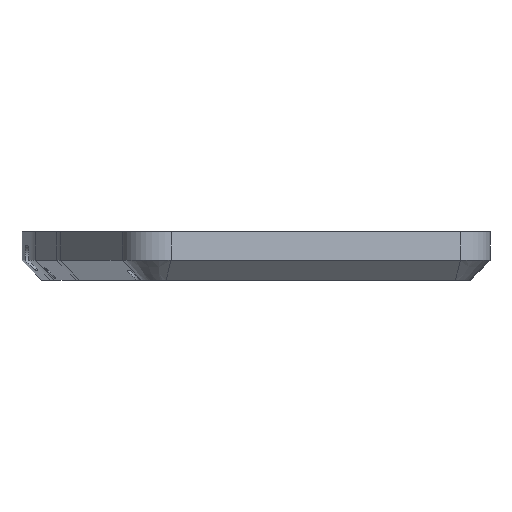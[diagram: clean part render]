
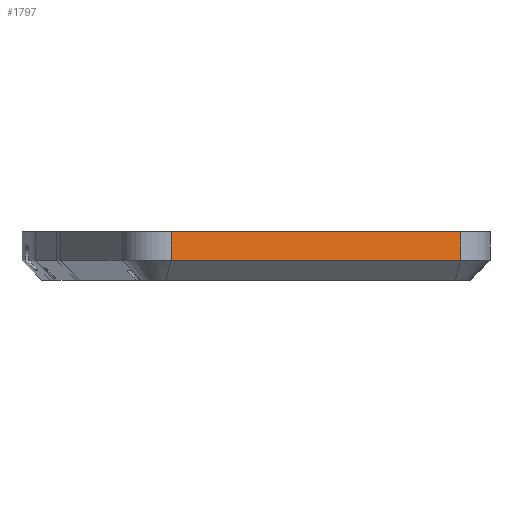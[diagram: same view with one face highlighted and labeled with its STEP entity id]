
A CAD part, left-side view. The second image highlights one B-rep face of the part: STEP entity #1797.
In plain terms, the highlighted planar face has unit normal (-0.966, -0.259, 0).
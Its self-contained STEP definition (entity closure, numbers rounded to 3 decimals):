
#116=PLANE('',#2022);
#219=FACE_OUTER_BOUND('',#355,.T.);
#355=EDGE_LOOP('',(#1611,#1612,#1613,#1614));
#528=LINE('',#2900,#665);
#551=LINE('',#2971,#688);
#577=LINE('',#3036,#714);
#578=LINE('',#3038,#715);
#665=VECTOR('',#2267,10.);
#688=VECTOR('',#2330,10.);
#714=VECTOR('',#2414,10.);
#715=VECTOR('',#2417,10.);
#840=VERTEX_POINT('',#2897);
#841=VERTEX_POINT('',#2899);
#867=VERTEX_POINT('',#2962);
#869=VERTEX_POINT('',#2969);
#1024=EDGE_CURVE('',#840,#841,#528,.T.);
#1061=EDGE_CURVE('',#869,#867,#551,.T.);
#1095=EDGE_CURVE('',#867,#840,#577,.T.);
#1096=EDGE_CURVE('',#869,#841,#578,.T.);
#1611=ORIENTED_EDGE('',*,*,#1061,.F.);
#1612=ORIENTED_EDGE('',*,*,#1096,.T.);
#1613=ORIENTED_EDGE('',*,*,#1024,.F.);
#1614=ORIENTED_EDGE('',*,*,#1095,.F.);
#1797=ADVANCED_FACE('',(#219),#116,.T.);
#2022=AXIS2_PLACEMENT_3D('',#3150,#2571,#2572);
#2267=DIRECTION('',(0.259,-0.966,0.));
#2330=DIRECTION('',(-0.259,0.966,0.));
#2414=DIRECTION('',(0.,0.,1.));
#2417=DIRECTION('',(0.,0.,1.));
#2571=DIRECTION('center_axis',(-0.966,-0.259,0.));
#2572=DIRECTION('ref_axis',(-0.259,0.966,0.));
#2897=CARTESIAN_POINT('',(-258.982,81.746,4.5));
#2899=CARTESIAN_POINT('',(-227.926,-34.155,4.5));
#2900=CARTESIAN_POINT('',(-227.409,-36.087,4.5));
#2962=CARTESIAN_POINT('',(-258.982,81.746,-7.));
#2969=CARTESIAN_POINT('',(-227.926,-34.155,-7.));
#2971=CARTESIAN_POINT('',(-232.782,-16.033,-7.));
#3036=CARTESIAN_POINT('',(-258.982,81.746,1.5));
#3038=CARTESIAN_POINT('',(-227.926,-34.155,1.5));
#3150=CARTESIAN_POINT('Origin',(-223.785,-49.61,0.));
